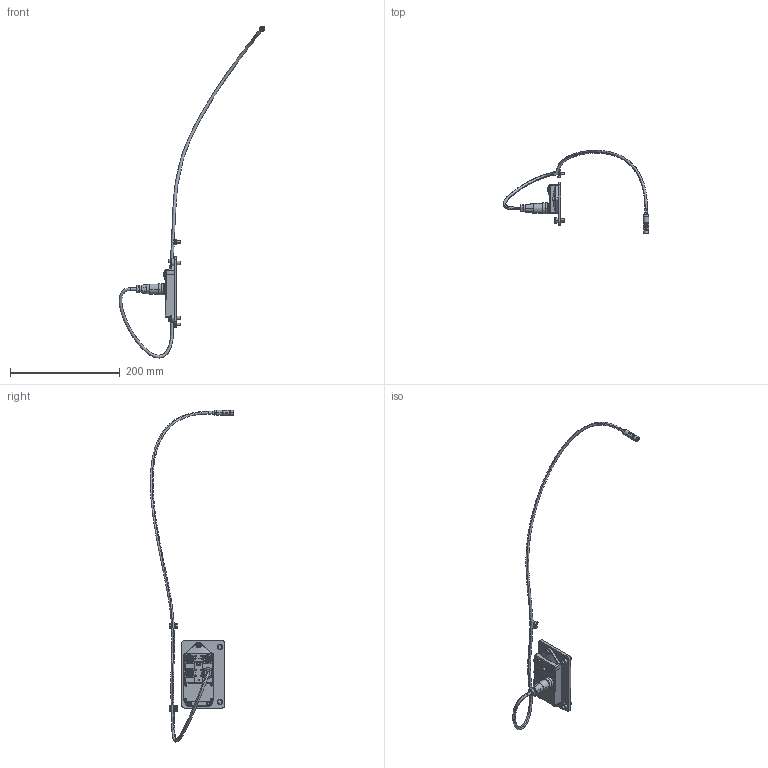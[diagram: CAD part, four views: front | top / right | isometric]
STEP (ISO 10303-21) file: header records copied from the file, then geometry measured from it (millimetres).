
FILE_DESCRIPTION (( 'STEP AP214' ), '1' );
FILE_NAME ('P8391-1.STEP', '2021-10-28T12:59:32', ( '' ), ( '' ), 'SwSTEP 2.0', 'SolidWorks 2019', '' );
FILE_SCHEMA (( 'AUTOMOTIVE_DESIGN' ));
Length unit declared in the file: millimetre
Products named in the file (1): P8391-1
Bounding box: 265.35 x 151.91 x 604.59 mm (x, y, z)
Volume: 164632.7 mm3; surface area: 66609.8 mm2
Topology: 17 solids, 17 shells, 1366 faces, 3531 edges, 2283 vertices
Faces by surface type: plane 738, cylinder 324, cone 152, bspline 100, torus 34, sphere 18
Entity records: 64880 total; most frequent: CARTESIAN_POINT 16674, ORIENTED_EDGE 6992, DIRECTION 6693, EDGE_CURVE 3496, VERTEX_POINT 2278, AXIS2_PLACEMENT_3D 2259, LINE 2175, VECTOR 2175
